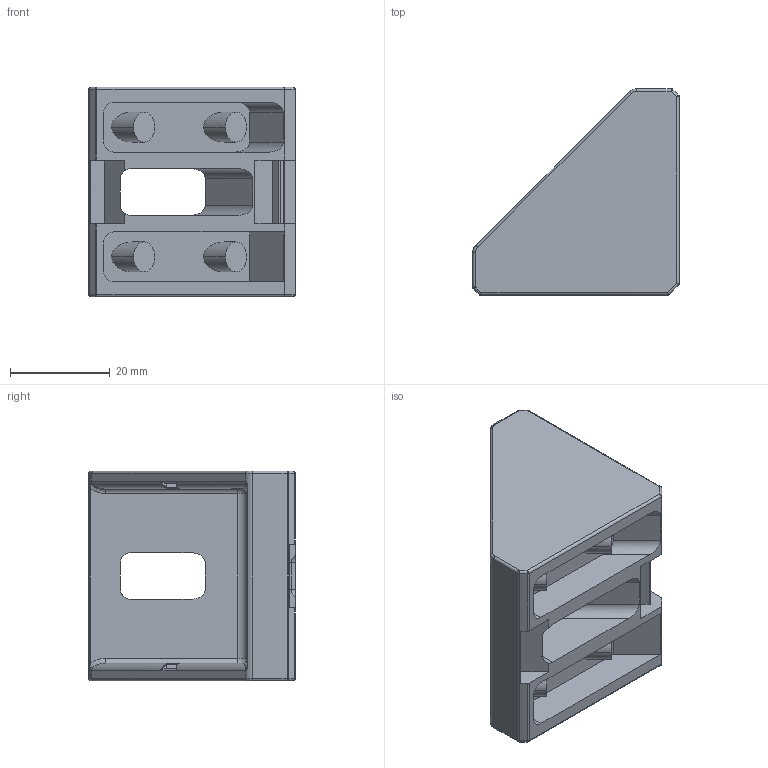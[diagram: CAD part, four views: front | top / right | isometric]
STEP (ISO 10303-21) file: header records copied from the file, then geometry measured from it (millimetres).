
FILE_DESCRIPTION (( 'STEP AP214' ), '1' );
FILE_NAME ('093w421.STEP', '2014-08-20T12:28:49', ( '' ), ( '' ), 'SwSTEP 2.0', 'SolidWorks 2014', '' );
FILE_SCHEMA (( 'AUTOMOTIVE_DESIGN' ));
Length unit declared in the file: millimetre
Products named in the file (1): 093w421
Bounding box: 41.3 x 41.3 x 42 mm (x, y, z)
Volume: 20040.7 mm3; surface area: 12852.7 mm2
Topology: 1 solids, 1 shells, 200 faces, 499 edges, 303 vertices
Faces by surface type: cylinder 90, plane 73, bspline 16, torus 13, sphere 8
Entity records: 6189 total; most frequent: CARTESIAN_POINT 1625, ORIENTED_EDGE 982, DIRECTION 919, EDGE_CURVE 491, AXIS2_PLACEMENT_3D 329, VERTEX_POINT 303, VECTOR 261, LINE 261
